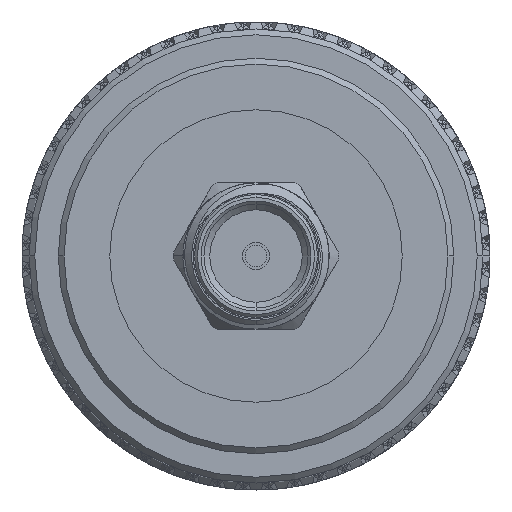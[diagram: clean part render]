
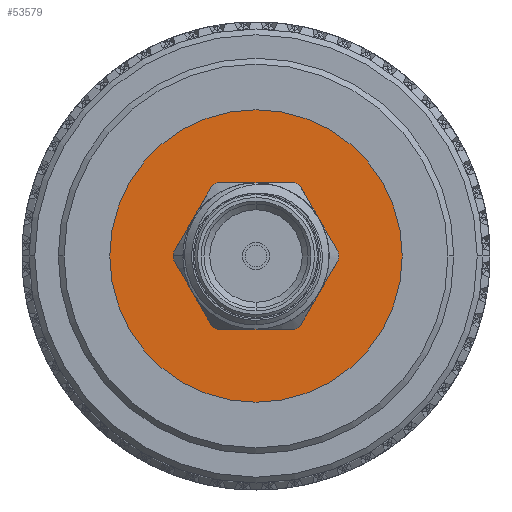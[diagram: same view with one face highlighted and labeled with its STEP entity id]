
A CAD part, left-side view. The second image highlights one B-rep face of the part: STEP entity #53579.
In plain terms, the highlighted face is planar.
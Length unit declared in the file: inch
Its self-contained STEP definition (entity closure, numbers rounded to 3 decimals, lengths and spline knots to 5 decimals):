
#1389 = DIRECTION ( 'NONE',  ( 1., 0., 0. ) ) ;
#6141 = EDGE_CURVE ( 'NONE', #92732, #34830, #49635, .T. ) ;
#15787 = CARTESIAN_POINT ( 'NONE',  ( 0.78, 0., 0. ) ) ;
#16103 = DIRECTION ( 'NONE',  ( 0., 1., 0. ) ) ;
#17513 = CARTESIAN_POINT ( 'NONE',  ( 0.78, 0., 0. ) ) ;
#17858 = CARTESIAN_POINT ( 'NONE',  ( 0.78, 0.1, 0. ) ) ;
#18434 = EDGE_CURVE ( 'NONE', #34830, #92732, #77630, .T. ) ;
#23615 = ORIENTED_EDGE ( 'NONE', *, *, #6141, .F. ) ;
#24460 = AXIS2_PLACEMENT_3D ( 'NONE', #15787, #1389, #16103 ) ;
#25512 = EDGE_CURVE ( 'NONE', #80214, #73221, #74738, .T. ) ;
#30064 = EDGE_LOOP ( 'NONE', ( #23615, #32048 ) ) ;
#30571 = DIRECTION ( 'NONE',  ( 0., 1., 0. ) ) ;
#31599 = DIRECTION ( 'NONE',  ( 1., 0., 0. ) ) ;
#32048 = ORIENTED_EDGE ( 'NONE', *, *, #18434, .F. ) ;
#34265 = EDGE_LOOP ( 'NONE', ( #89446, #46810 ) ) ;
#34830 = VERTEX_POINT ( 'NONE', #50932 ) ;
#35347 = EDGE_CURVE ( 'NONE', #73221, #80214, #53595, .T. ) ;
#43956 = AXIS2_PLACEMENT_3D ( 'NONE', #89498, #73866, #44174 ) ;
#44174 = DIRECTION ( 'NONE',  ( 0., 1., 0. ) ) ;
#46810 = ORIENTED_EDGE ( 'NONE', *, *, #25512, .T. ) ;
#49635 = CIRCLE ( 'NONE', #96088, 0.1 ) ;
#49680 = DIRECTION ( 'NONE',  ( 0., 1., 0. ) ) ;
#49771 = FACE_OUTER_BOUND ( 'NONE', #34265, .T. ) ;
#50657 = AXIS2_PLACEMENT_3D ( 'NONE', #57049, #58374, #49680 ) ;
#50932 = CARTESIAN_POINT ( 'NONE',  ( 0.78, -0.1, 0. ) ) ;
#53579 = ADVANCED_FACE ( 'NONE', ( #49771, #64105 ), #58188, .T. ) ;
#53595 = CIRCLE ( 'NONE', #50657, 0.25 ) ;
#55725 = DIRECTION ( 'NONE',  ( 0., 1., 0. ) ) ;
#57049 = CARTESIAN_POINT ( 'NONE',  ( 0.78, 0., 0. ) ) ;
#57154 = CARTESIAN_POINT ( 'NONE',  ( 0.78, -0.25, 0. ) ) ;
#57648 = AXIS2_PLACEMENT_3D ( 'NONE', #84703, #31599, #30571 ) ;
#58188 = PLANE ( 'NONE',  #43956 ) ;
#58374 = DIRECTION ( 'NONE',  ( 1., 0., 0. ) ) ;
#64105 = FACE_BOUND ( 'NONE', #30064, .T. ) ;
#73221 = VERTEX_POINT ( 'NONE', #84946 ) ;
#73866 = DIRECTION ( 'NONE',  ( 1., 0., 0. ) ) ;
#74738 = CIRCLE ( 'NONE', #24460, 0.25 ) ;
#77630 = CIRCLE ( 'NONE', #57648, 0.1 ) ;
#80214 = VERTEX_POINT ( 'NONE', #57154 ) ;
#84703 = CARTESIAN_POINT ( 'NONE',  ( 0.78, 0., 0. ) ) ;
#84946 = CARTESIAN_POINT ( 'NONE',  ( 0.78, 0.25, 0. ) ) ;
#86701 = DIRECTION ( 'NONE',  ( 1., 0., 0. ) ) ;
#89446 = ORIENTED_EDGE ( 'NONE', *, *, #35347, .T. ) ;
#89498 = CARTESIAN_POINT ( 'NONE',  ( 0.78, 0.25, 0. ) ) ;
#92732 = VERTEX_POINT ( 'NONE', #17858 ) ;
#96088 = AXIS2_PLACEMENT_3D ( 'NONE', #17513, #86701, #55725 ) ;
